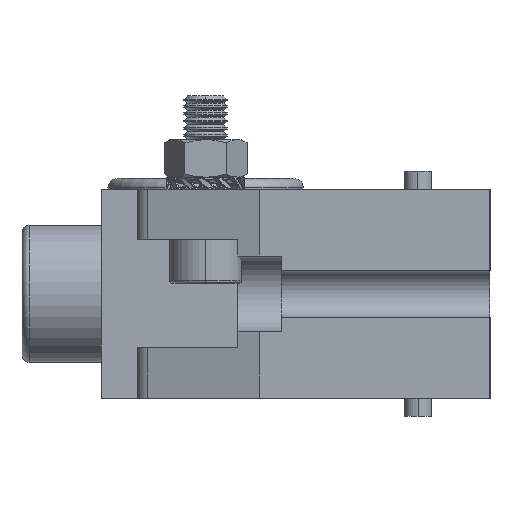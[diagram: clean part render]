
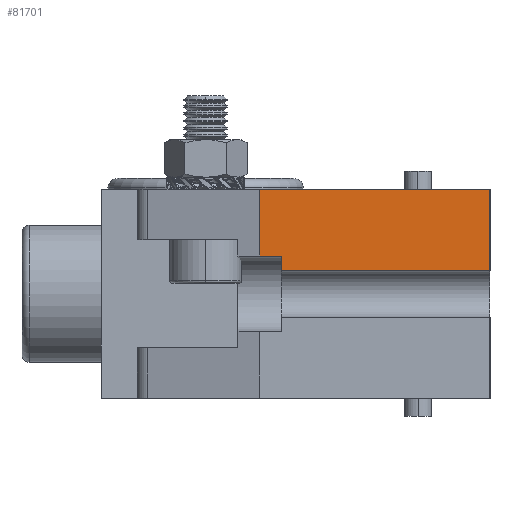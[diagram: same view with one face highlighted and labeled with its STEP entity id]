
A CAD part, left-side view. The second image highlights one B-rep face of the part: STEP entity #81701.
In plain terms, the highlighted planar face has unit normal (-1, 0, 0).
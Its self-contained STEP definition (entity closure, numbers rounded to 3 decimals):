
#2162 = LINE ( 'NONE', #15201, #67435 ) ;
#3234 = CARTESIAN_POINT ( 'NONE',  ( -60., 2., 5.25 ) ) ;
#8490 = ORIENTED_EDGE ( 'NONE', *, *, #30642, .F. ) ;
#12947 = VERTEX_POINT ( 'NONE', #35279 ) ;
#15201 = CARTESIAN_POINT ( 'NONE',  ( -60., -42.435, 3.25 ) ) ;
#18311 = VERTEX_POINT ( 'NONE', #51680 ) ;
#18992 = DIRECTION ( 'NONE',  ( 0., -1., 0. ) ) ;
#26696 = CARTESIAN_POINT ( 'NONE',  ( -60., 2., 14.5 ) ) ;
#26923 = DIRECTION ( 'NONE',  ( 0., 1., 0. ) ) ;
#28640 = EDGE_LOOP ( 'NONE', ( #101964, #58607, #69993, #32488, #38964, #8490 ) ) ;
#28805 = LINE ( 'NONE', #30383, #49733 ) ;
#30383 = CARTESIAN_POINT ( 'NONE',  ( -60., 5., -32.1 ) ) ;
#30642 = EDGE_CURVE ( 'NONE', #12947, #66978, #96392, .T. ) ;
#30680 = DIRECTION ( 'NONE',  ( 0., 1., 0. ) ) ;
#32488 = ORIENTED_EDGE ( 'NONE', *, *, #86592, .F. ) ;
#32656 = LINE ( 'NONE', #58605, #72044 ) ;
#34640 = DIRECTION ( 'NONE',  ( 0., 0., 1. ) ) ;
#35279 = CARTESIAN_POINT ( 'NONE',  ( -60., 5., 14.5 ) ) ;
#38964 = ORIENTED_EDGE ( 'NONE', *, *, #82861, .F. ) ;
#41074 = PLANE ( 'NONE',  #60680 ) ;
#41179 = CARTESIAN_POINT ( 'NONE',  ( -60., -27., 14.5 ) ) ;
#48920 = DIRECTION ( 'NONE',  ( 0., 0., -1. ) ) ;
#49733 = VECTOR ( 'NONE', #77525, 1000. ) ;
#51322 = EDGE_CURVE ( 'NONE', #18311, #93460, #96234, .T. ) ;
#51680 = CARTESIAN_POINT ( 'NONE',  ( -60., 2., 3.25 ) ) ;
#53499 = DIRECTION ( 'NONE',  ( 0., 0., -1. ) ) ;
#53591 = CARTESIAN_POINT ( 'NONE',  ( -60., 5., 5.25 ) ) ;
#56724 = VERTEX_POINT ( 'NONE', #87029 ) ;
#56970 = VECTOR ( 'NONE', #34640, 1000. ) ;
#57107 = VERTEX_POINT ( 'NONE', #53591 ) ;
#57131 = VECTOR ( 'NONE', #18992, 1000. ) ;
#58605 = CARTESIAN_POINT ( 'NONE',  ( -60., 2., 5.25 ) ) ;
#58607 = ORIENTED_EDGE ( 'NONE', *, *, #73322, .F. ) ;
#60680 = AXIS2_PLACEMENT_3D ( 'NONE', #80240, #95619, #48920 ) ;
#66978 = VERTEX_POINT ( 'NONE', #41179 ) ;
#67435 = VECTOR ( 'NONE', #30680, 1000. ) ;
#69993 = ORIENTED_EDGE ( 'NONE', *, *, #51322, .F. ) ;
#72044 = VECTOR ( 'NONE', #26923, 1000. ) ;
#73322 = EDGE_CURVE ( 'NONE', #93460, #57107, #32656, .T. ) ;
#75211 = VECTOR ( 'NONE', #53499, 1000. ) ;
#77525 = DIRECTION ( 'NONE',  ( 0., 0., 1. ) ) ;
#80240 = CARTESIAN_POINT ( 'NONE',  ( -60., -27., 14.5 ) ) ;
#81284 = FACE_OUTER_BOUND ( 'NONE', #28640, .T. ) ;
#81701 = ADVANCED_FACE ( 'NONE', ( #81284 ), #41074, .F. ) ;
#82861 = EDGE_CURVE ( 'NONE', #66978, #56724, #98530, .T. ) ;
#86592 = EDGE_CURVE ( 'NONE', #56724, #18311, #2162, .T. ) ;
#87029 = CARTESIAN_POINT ( 'NONE',  ( -60., -27., 3.25 ) ) ;
#93460 = VERTEX_POINT ( 'NONE', #3234 ) ;
#95619 = DIRECTION ( 'NONE',  ( 1., 0., 0. ) ) ;
#96234 = LINE ( 'NONE', #26696, #56970 ) ;
#96392 = LINE ( 'NONE', #97723, #57131 ) ;
#96586 = EDGE_CURVE ( 'NONE', #57107, #12947, #28805, .T. ) ;
#97723 = CARTESIAN_POINT ( 'NONE',  ( -60., -27., 14.5 ) ) ;
#98530 = LINE ( 'NONE', #100559, #75211 ) ;
#100559 = CARTESIAN_POINT ( 'NONE',  ( -60., -27., 14.5 ) ) ;
#101964 = ORIENTED_EDGE ( 'NONE', *, *, #96586, .F. ) ;
